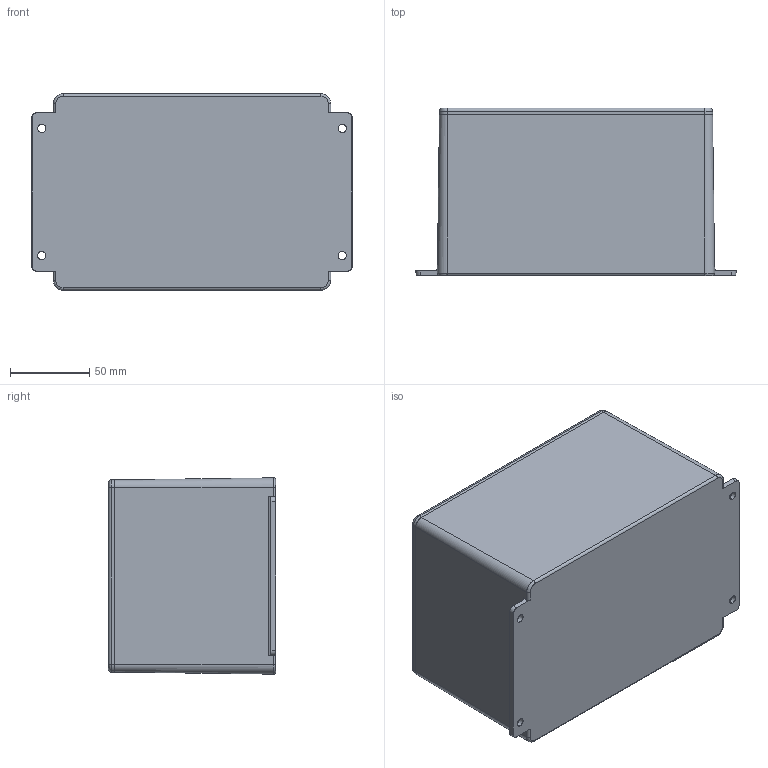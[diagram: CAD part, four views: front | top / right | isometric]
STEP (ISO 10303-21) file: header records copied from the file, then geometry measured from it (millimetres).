
FILE_DESCRIPTION (( 'STEP AP214' ), '1' );
FILE_NAME ('B039MFB.STEP', '2019-06-21T08:14:10', ( '' ), ( '' ), 'SwSTEP 2.0', 'SolidWorks 2014', '' );
FILE_SCHEMA (( 'AUTOMOTIVE_DESIGN' ));
Length unit declared in the file: millimetre
Products named in the file (3): B027-COVER; B039MF-BASE; B039MFB
Assembly tree (2 placements, depth 2):
  B039MFB
    B039MF-BASE
    B027-COVER
Bounding box: 201.7 x 105.5 x 123.62 mm (x, y, z)
Volume: 329534.1 mm3; surface area: 215020.2 mm2
Topology: 2 solids, 2 shells, 421 faces, 1123 edges, 695 vertices
Faces by surface type: bspline 276, plane 125, cylinder 20
Entity records: 22317 total; most frequent: CARTESIAN_POINT 10255, ORIENTED_EDGE 2206, EDGE_CURVE 1103, DIRECTION 799, VERTEX_POINT 695, VECTOR 451, LINE 451, EDGE_LOOP 450
